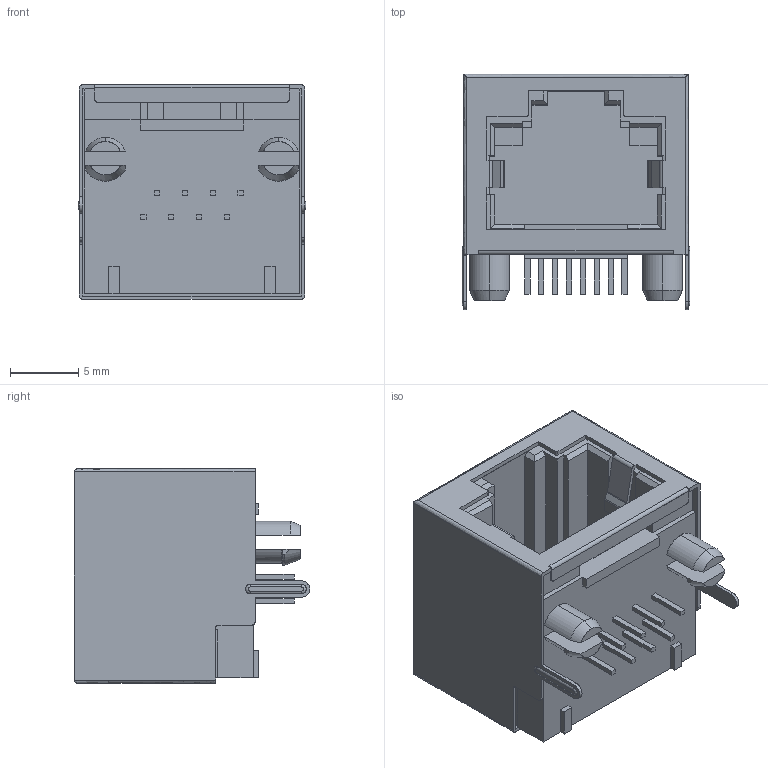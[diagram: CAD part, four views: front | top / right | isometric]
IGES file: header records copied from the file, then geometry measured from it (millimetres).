
Start section: SolidWorks IGES file using analytic representation for surfaces
Global section: file name: GWX-S-88_rA8.IGS; native system: SolidWorks 2012; preprocessor: SolidWorks 2012; author: Daniel; date: 130501.132051; units: millimetre
Bounding box: 16.7 x 17.25 x 15.75 mm (x, y, z)
Surface area: 3643.5 mm2 (no closed solid volume)
Topology: 0 solids, 0 shells, 245 faces, 1560 edges, 1560 vertices
Faces by surface type: bspline 196, revolution 49
